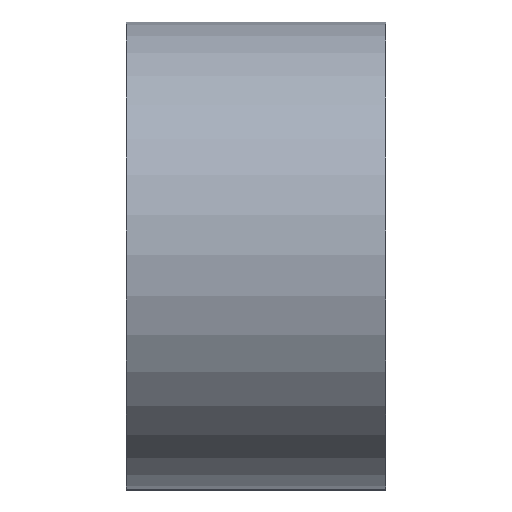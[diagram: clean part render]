
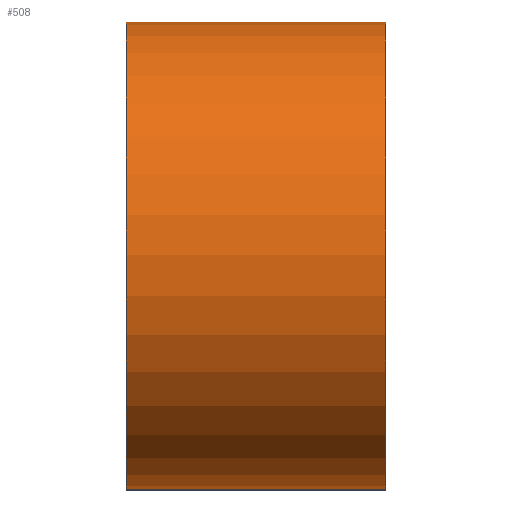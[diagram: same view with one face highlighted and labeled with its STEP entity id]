
A CAD part, top view. The second image highlights one B-rep face of the part: STEP entity #508.
In plain terms, the highlighted cylindrical face has radius 9 mm (diameter 18 mm), a partial arc.
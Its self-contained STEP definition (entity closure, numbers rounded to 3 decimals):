
#240=CARTESIAN_POINT('Vertex',(-5.,9.,0.)) ;
#273=CARTESIAN_POINT('Vertex',(-5.,-9.,0.)) ;
#276=CARTESIAN_POINT('Axis2P3D Location',(-5.,0.,0.)) ;
#365=CARTESIAN_POINT('Line Origine',(0.,9.,0.)) ;
#369=CARTESIAN_POINT('Vertex',(5.,9.,0.)) ;
#473=CARTESIAN_POINT('Line Origine',(0.,-9.,0.)) ;
#477=CARTESIAN_POINT('Vertex',(5.,-9.,0.)) ;
#492=CARTESIAN_POINT('Axis2P3D Location',(0.,0.,0.)) ;
#497=CARTESIAN_POINT('Axis2P3D Location',(5.,0.,0.)) ;
#277=DIRECTION('Axis2P3D Direction',(1.,0.,0.)) ;
#366=DIRECTION('Vector Direction',(1.,0.,0.)) ;
#474=DIRECTION('Vector Direction',(1.,0.,0.)) ;
#493=DIRECTION('Axis2P3D Direction',(1.,0.,0.)) ;
#494=DIRECTION('Axis2P3D XDirection',(0.,1.,0.)) ;
#498=DIRECTION('Axis2P3D Direction',(1.,0.,0.)) ;
#278=AXIS2_PLACEMENT_3D('Circle Axis2P3D',#276,#277,$) ;
#495=AXIS2_PLACEMENT_3D('Cylinder Axis2P3D',#492,#493,#494) ;
#499=AXIS2_PLACEMENT_3D('Circle Axis2P3D',#497,#498,$) ;
#503=ORIENTED_EDGE('',*,*,#371,.F.) ;
#504=ORIENTED_EDGE('',*,*,#280,.T.) ;
#505=ORIENTED_EDGE('',*,*,#479,.T.) ;
#506=ORIENTED_EDGE('',*,*,#501,.F.) ;
#367=VECTOR('Line Direction',#366,1.) ;
#475=VECTOR('Line Direction',#474,1.) ;
#508=ADVANCED_FACE('PartBody',(#507),#496,.T.) ;
#279=CIRCLE('generated circle',#278,9.) ;
#500=CIRCLE('generated circle',#499,9.) ;
#496=CYLINDRICAL_SURFACE('generated cylinder',#495,9.) ;
#280=EDGE_CURVE('',#241,#274,#279,.T.) ;
#371=EDGE_CURVE('',#241,#370,#368,.T.) ;
#479=EDGE_CURVE('',#274,#478,#476,.T.) ;
#501=EDGE_CURVE('',#370,#478,#500,.T.) ;
#502=EDGE_LOOP('',(#503,#504,#505,#506)) ;
#507=FACE_OUTER_BOUND('',#502,.T.) ;
#368=LINE('Line',#365,#367) ;
#476=LINE('Line',#473,#475) ;
#241=VERTEX_POINT('',#240) ;
#274=VERTEX_POINT('',#273) ;
#370=VERTEX_POINT('',#369) ;
#478=VERTEX_POINT('',#477) ;
